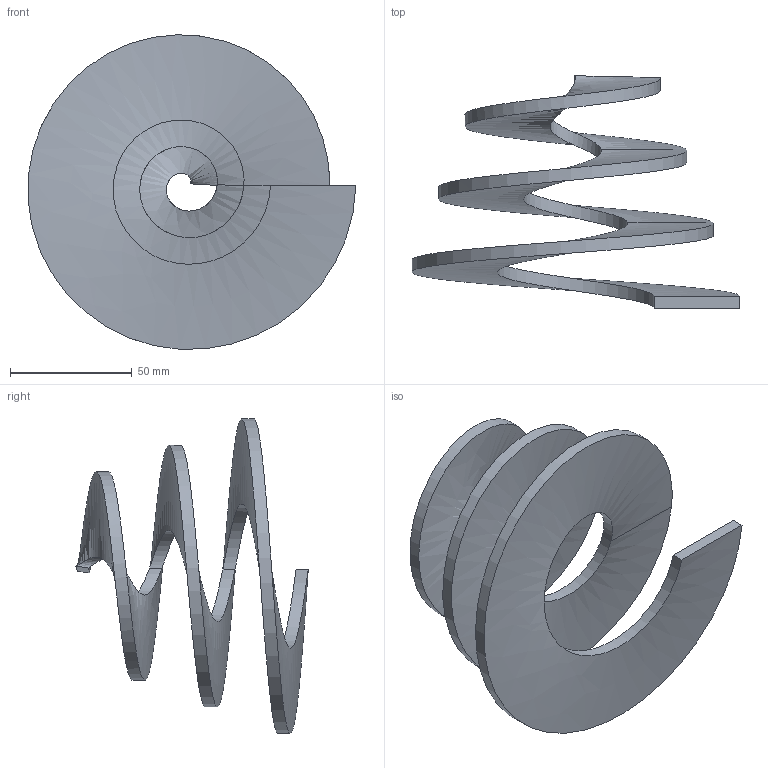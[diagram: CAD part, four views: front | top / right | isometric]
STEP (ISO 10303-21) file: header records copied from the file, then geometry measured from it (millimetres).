
FILE_DESCRIPTION(('FreeCAD Model'),'2;1');
FILE_NAME('Open CASCADE Shape Model','2021-10-30T13:39:59',('Author'),( ''),'Open CASCADE STEP processor 7.5','FreeCAD','Unknown');
FILE_SCHEMA(('AUTOMOTIVE_DESIGN { 1 0 10303 214 1 1 1 1 }'));
Length unit declared in the file: millimetre
Products named in the file (1): AdditiveHelix001
Bounding box: 134.44 x 95.35 x 128.99 mm (x, y, z)
Volume: 119854.7 mm3; surface area: 55413 mm2
Topology: 1 solids, 1 shells, 14 faces, 28 edges, 16 vertices
Faces by surface type: bspline 12, plane 2
Entity records: 1862 total; most frequent: CARTESIAN_POINT 1367, ORIENTED_EDGE 56, PCURVE 56, DEFINITIONAL_REPRESENTATION 56, DIRECTION 46, B_SPLINE_CURVE_WITH_KNOTS 44, LINE 40, VECTOR 40
